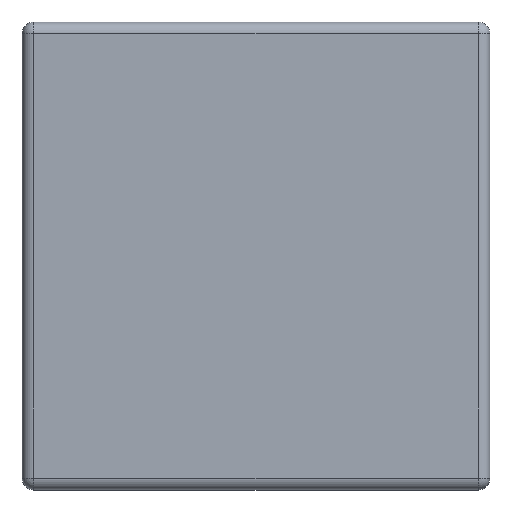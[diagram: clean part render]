
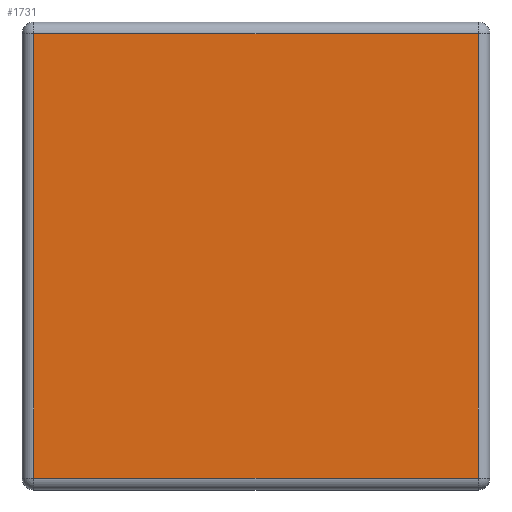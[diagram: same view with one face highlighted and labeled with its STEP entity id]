
A CAD part, top view. The second image highlights one B-rep face of the part: STEP entity #1731.
In plain terms, the highlighted planar face has unit normal (0, 0, 1).
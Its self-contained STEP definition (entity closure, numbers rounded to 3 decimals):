
#207=ORIENTED_EDGE('',*,*,#552,.T.);
#208=ORIENTED_EDGE('',*,*,#553,.T.);
#209=ORIENTED_EDGE('',*,*,#554,.T.);
#210=ORIENTED_EDGE('',*,*,#555,.T.);
#552=EDGE_CURVE('',#714,#715,#842,.T.);
#553=EDGE_CURVE('',#715,#716,#843,.T.);
#554=EDGE_CURVE('',#716,#717,#844,.T.);
#555=EDGE_CURVE('',#717,#714,#845,.T.);
#714=VERTEX_POINT('',#2475);
#715=VERTEX_POINT('',#2476);
#716=VERTEX_POINT('',#2478);
#717=VERTEX_POINT('',#2480);
#842=LINE('',#2474,#995);
#843=LINE('',#2477,#996);
#844=LINE('',#2479,#997);
#845=LINE('',#2481,#998);
#995=VECTOR('',#2060,1000.);
#996=VECTOR('',#2061,1000.);
#997=VECTOR('',#2062,1000.);
#998=VECTOR('',#2063,1000.);
#1062=EDGE_LOOP('',(#207,#208,#209,#210));
#1131=FACE_BOUND('',#1062,.T.);
#1197=PLANE('',#1815);
#1731=ADVANCED_FACE('',(#1131),#1197,.T.);
#1815=AXIS2_PLACEMENT_3D('',#2473,#2058,#2059);
#2058=DIRECTION('',(0.,0.,1.));
#2059=DIRECTION('',(1.,0.,0.));
#2060=DIRECTION('',(1.,0.,0.));
#2061=DIRECTION('',(0.,1.,0.));
#2062=DIRECTION('',(-1.,0.,0.));
#2063=DIRECTION('',(0.,-1.,0.));
#2473=CARTESIAN_POINT('',(0.,0.,0.9));
#2474=CARTESIAN_POINT('',(0.95,-0.95,0.9));
#2475=CARTESIAN_POINT('',(-0.95,-0.95,0.9));
#2476=CARTESIAN_POINT('',(0.95,-0.95,0.9));
#2477=CARTESIAN_POINT('',(0.95,0.95,0.9));
#2478=CARTESIAN_POINT('',(0.95,0.95,0.9));
#2479=CARTESIAN_POINT('',(-0.95,0.95,0.9));
#2480=CARTESIAN_POINT('',(-0.95,0.95,0.9));
#2481=CARTESIAN_POINT('',(-0.95,-0.95,0.9));
